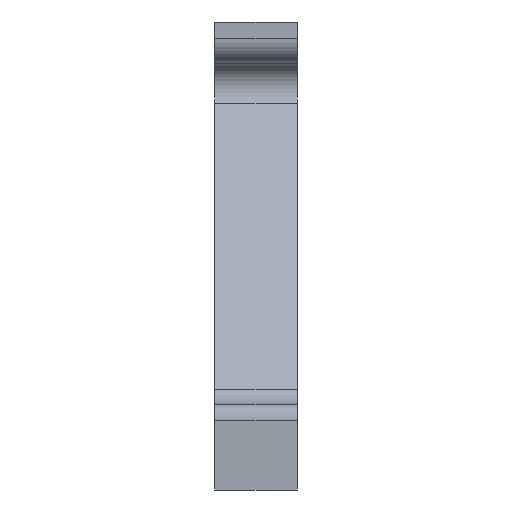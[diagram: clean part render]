
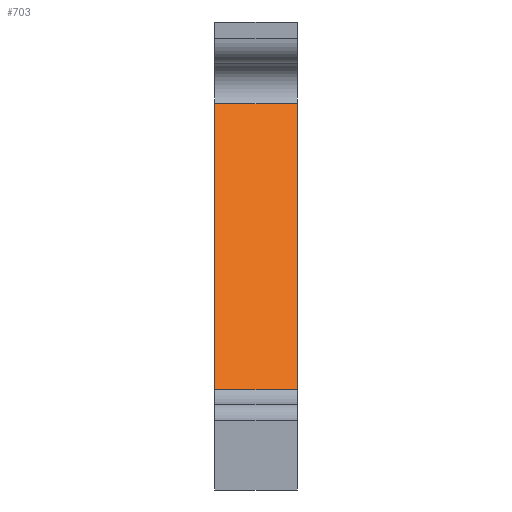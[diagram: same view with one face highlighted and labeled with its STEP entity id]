
A CAD part, front view. The second image highlights one B-rep face of the part: STEP entity #703.
In plain terms, the highlighted planar face has unit normal (0, -0.762, 0.648).
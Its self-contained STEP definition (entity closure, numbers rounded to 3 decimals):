
#47=PLANE('',#779);
#73=FACE_OUTER_BOUND('',#114,.T.);
#114=EDGE_LOOP('',(#553,#554,#555,#556));
#190=LINE('',#1099,#252);
#205=LINE('',#1162,#267);
#206=LINE('',#1165,#268);
#207=LINE('',#1166,#269);
#252=VECTOR('',#844,10.);
#267=VECTOR('',#915,10.);
#268=VECTOR('',#918,10.);
#269=VECTOR('',#919,10.);
#325=VERTEX_POINT('',#1096);
#326=VERTEX_POINT('',#1098);
#346=VERTEX_POINT('',#1160);
#347=VERTEX_POINT('',#1164);
#395=EDGE_CURVE('',#325,#326,#190,.T.);
#427=EDGE_CURVE('',#346,#326,#205,.T.);
#428=EDGE_CURVE('',#346,#347,#206,.T.);
#429=EDGE_CURVE('',#347,#325,#207,.T.);
#553=ORIENTED_EDGE('',*,*,#428,.F.);
#554=ORIENTED_EDGE('',*,*,#427,.T.);
#555=ORIENTED_EDGE('',*,*,#395,.F.);
#556=ORIENTED_EDGE('',*,*,#429,.F.);
#703=ADVANCED_FACE('',(#73),#47,.T.);
#779=AXIS2_PLACEMENT_3D('',#1163,#916,#917);
#844=DIRECTION('',(0.,0.648,0.762));
#915=DIRECTION('',(-1.,0.,0.));
#916=DIRECTION('center_axis',(0.,-0.762,0.648));
#917=DIRECTION('ref_axis',(0.,0.648,0.762));
#918=DIRECTION('',(0.,-0.648,-0.762));
#919=DIRECTION('',(-1.,0.,0.));
#1096=CARTESIAN_POINT('',(-67.36,-22.31,38.397));
#1098=CARTESIAN_POINT('',(-67.36,7.319,73.239));
#1099=CARTESIAN_POINT('',(-67.36,7.319,73.239));
#1160=CARTESIAN_POINT('',(-57.36,7.319,73.239));
#1162=CARTESIAN_POINT('',(-57.36,7.319,73.239));
#1163=CARTESIAN_POINT('Origin',(-57.36,-22.31,38.397));
#1164=CARTESIAN_POINT('',(-57.36,-22.31,38.397));
#1165=CARTESIAN_POINT('',(-57.36,7.319,73.239));
#1166=CARTESIAN_POINT('',(-57.36,-22.31,38.397));
